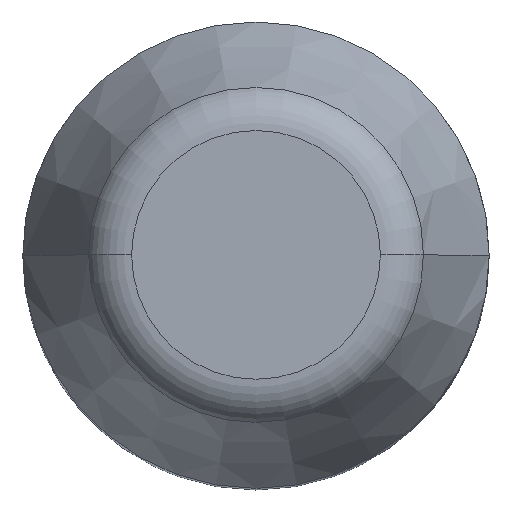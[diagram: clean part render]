
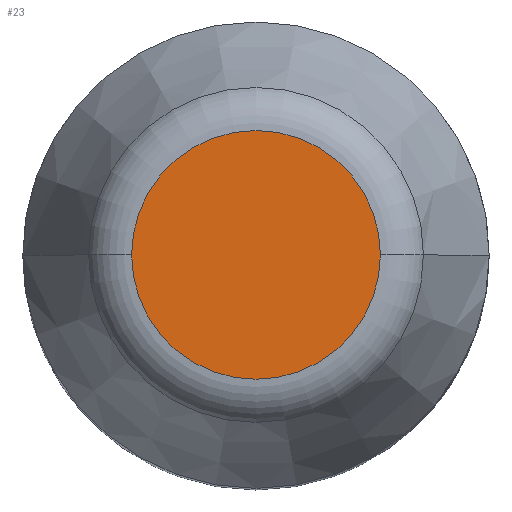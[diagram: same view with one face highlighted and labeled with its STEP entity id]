
A CAD part, top view. The second image highlights one B-rep face of the part: STEP entity #23.
In plain terms, the highlighted planar face has unit normal (0, 0, 1).
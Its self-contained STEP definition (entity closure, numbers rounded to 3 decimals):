
#1 = ORIENTED_EDGE ( 'NONE', *, *, #307, .T. ) ;
#23 = ADVANCED_FACE ( 'NONE', ( #797 ), #796, .F. ) ;
#25 = EDGE_LOOP ( 'NONE', ( #28, #1 ) ) ;
#28 = ORIENTED_EDGE ( 'NONE', *, *, #30, .T. ) ;
#30 = EDGE_CURVE ( 'NONE', #153, #306, #789, .T. ) ;
#153 = VERTEX_POINT ( 'NONE', #1045 ) ;
#306 = VERTEX_POINT ( 'NONE', #1373 ) ;
#307 = EDGE_CURVE ( 'NONE', #306, #153, #1434, .T. ) ;
#781 = DIRECTION ( 'NONE',  ( -1., 0., 0. ) ) ;
#782 = DIRECTION ( 'NONE',  ( 0., 0., 1. ) ) ;
#783 = CARTESIAN_POINT ( 'NONE',  ( 0., 0., 47. ) ) ;
#784 = AXIS2_PLACEMENT_3D ( 'NONE', #783, #782, #781 ) ;
#789 = CIRCLE ( 'NONE', #784, 4. ) ;
#792 = DIRECTION ( 'NONE',  ( -1., 0., 0. ) ) ;
#793 = DIRECTION ( 'NONE',  ( 0., 0., -1. ) ) ;
#794 = CARTESIAN_POINT ( 'NONE',  ( 0., 5., 47. ) ) ;
#795 = AXIS2_PLACEMENT_3D ( 'NONE', #794, #793, #792 ) ;
#796 = PLANE ( 'NONE',  #795 ) ;
#797 = FACE_OUTER_BOUND ( 'NONE', #25, .T. ) ;
#1045 = CARTESIAN_POINT ( 'NONE',  ( -4., 0., 47. ) ) ;
#1373 = CARTESIAN_POINT ( 'NONE',  ( 4., 0., 47. ) ) ;
#1430 = DIRECTION ( 'NONE',  ( -1., 0., 0. ) ) ;
#1431 = DIRECTION ( 'NONE',  ( 0., 0., 1. ) ) ;
#1432 = CARTESIAN_POINT ( 'NONE',  ( 0., 0., 47. ) ) ;
#1433 = AXIS2_PLACEMENT_3D ( 'NONE', #1432, #1431, #1430 ) ;
#1434 = CIRCLE ( 'NONE', #1433, 4. ) ;
